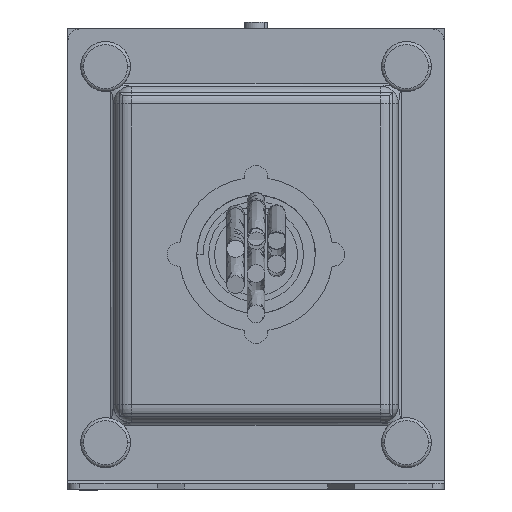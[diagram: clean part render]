
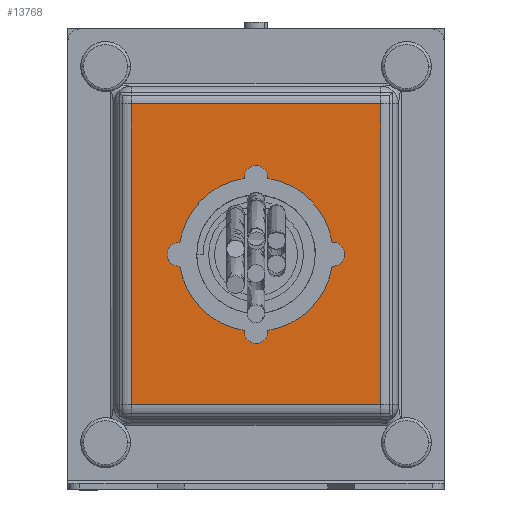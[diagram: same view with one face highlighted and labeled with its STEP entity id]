
A CAD part, top view. The second image highlights one B-rep face of the part: STEP entity #13768.
In plain terms, the highlighted planar face has unit normal (0, 0, 1).
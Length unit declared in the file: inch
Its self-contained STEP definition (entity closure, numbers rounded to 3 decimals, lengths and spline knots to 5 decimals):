
#51 = EDGE_CURVE ( 'NONE', #22060, #4754, #4008, .T. ) ;
#308 = VERTEX_POINT ( 'NONE', #22600 ) ;
#563 = CARTESIAN_POINT ( 'NONE',  ( 0.62206, 1.66666, 4.39902 ) ) ;
#615 = DIRECTION ( 'NONE',  ( 0., -1., 0. ) ) ;
#968 = CARTESIAN_POINT ( 'NONE',  ( 0.55344, 1.52776, 4.39902 ) ) ;
#1053 = VERTEX_POINT ( 'NONE', #8107 ) ;
#1125 = CARTESIAN_POINT ( 'NONE',  ( 0.98885, 1.81582, 4.39898 ) ) ;
#1266 = CARTESIAN_POINT ( 'NONE',  ( 0.96287, 1.81841, 4.399 ) ) ;
#1281 = EDGE_CURVE ( 'NONE', #14568, #308, #15761, .T. ) ;
#1314 = CARTESIAN_POINT ( 'NONE',  ( 1.2809, 1.22644, 4.39902 ) ) ;
#1318 = CARTESIAN_POINT ( 'NONE',  ( 1.76543, 2.54282, 4.39902 ) ) ;
#1439 = CARTESIAN_POINT ( 'NONE',  ( 0.54319, 1.42471, 4.39902 ) ) ;
#1987 = DIRECTION ( 'NONE',  ( -1., 0., 0. ) ) ;
#2436 = ORIENTED_EDGE ( 'NONE', *, *, #3208, .F. ) ;
#2705 = CARTESIAN_POINT ( 'NONE',  ( 0.93689, 1.81841, 4.39902 ) ) ;
#2767 = VERTEX_POINT ( 'NONE', #6048 ) ;
#2966 = CARTESIAN_POINT ( 'NONE',  ( 0.59288, 1.62299, 4.39902 ) ) ;
#3034 = CARTESIAN_POINT ( 'NONE',  ( 0.73862, 1.0807, 4.39902 ) ) ;
#3208 = EDGE_CURVE ( 'NONE', #2767, #14568, #17697, .T. ) ;
#3257 = CARTESIAN_POINT ( 'NONE',  ( 1.31806, 1.52659, 4.399 ) ) ;
#3304 = CARTESIAN_POINT ( 'NONE',  ( 1.25172, 1.18276, 4.39902 ) ) ;
#3411 = CARTESIAN_POINT ( 'NONE',  ( 1.76543, 2.42471, 4.39902 ) ) ;
#3575 = LINE ( 'NONE', #1318, #3918 ) ;
#3750 = CARTESIAN_POINT ( 'NONE',  ( 1.02669, 1.80825, 4.39898 ) ) ;
#3880 = CARTESIAN_POINT ( 'NONE',  ( 1.25704, 1.65421, 4.39903 ) ) ;
#3918 = VECTOR ( 'NONE', #9468, 39.37008 ) ;
#4007 = EDGE_LOOP ( 'NONE', ( #9535, #16961, #22919, #6228 ) ) ;
#4008 = LINE ( 'NONE', #20393, #7757 ) ;
#4754 = VERTEX_POINT ( 'NONE', #24869 ) ;
#4879 = ORIENTED_EDGE ( 'NONE', *, *, #1281, .F. ) ;
#5411 = CARTESIAN_POINT ( 'NONE',  ( 1.22467, 1.69369, 4.39898 ) ) ;
#6048 = CARTESIAN_POINT ( 'NONE',  ( 0.93689, 1.81841, 4.39902 ) ) ;
#6228 = ORIENTED_EDGE ( 'NONE', *, *, #7311, .T. ) ;
#6276 = VECTOR ( 'NONE', #16333, 39.37008 ) ;
#7197 = CARTESIAN_POINT ( 'NONE',  ( 1.13517, 1.0807, 4.39902 ) ) ;
#7311 = EDGE_CURVE ( 'NONE', #4754, #1053, #24692, .T. ) ;
#7409 = CARTESIAN_POINT ( 'NONE',  ( 1.11092, 1.77879, 4.39907 ) ) ;
#7452 = CARTESIAN_POINT ( 'NONE',  ( 0.83384, 1.04126, 4.39902 ) ) ;
#7757 = VECTOR ( 'NONE', #1987, 39.37008 ) ;
#8107 = CARTESIAN_POINT ( 'NONE',  ( 0.10795, 0.42471, 4.39902 ) ) ;
#9200 = ORIENTED_EDGE ( 'NONE', *, *, #12749, .F. ) ;
#9409 = CARTESIAN_POINT ( 'NONE',  ( 1.29059, 1.59956, 4.39906 ) ) ;
#9468 = DIRECTION ( 'NONE',  ( 0., 1., 0. ) ) ;
#9535 = ORIENTED_EDGE ( 'NONE', *, *, #16736, .T. ) ;
#9906 = CARTESIAN_POINT ( 'NONE',  ( 1.13391, 1.76655, 4.39905 ) ) ;
#10426 = CARTESIAN_POINT ( 'NONE',  ( 1.76543, 0.42471, 4.39902 ) ) ;
#10509 = EDGE_CURVE ( 'NONE', #12297, #22060, #3575, .T. ) ;
#10984 = VECTOR ( 'NONE', #615, 39.37008 ) ;
#11726 = CARTESIAN_POINT ( 'NONE',  ( 1.88354, 0.42471, 4.39902 ) ) ;
#11734 = CARTESIAN_POINT ( 'NONE',  ( 1.33059, 1.37318, 4.39902 ) ) ;
#11891 = AXIS2_PLACEMENT_3D ( 'NONE', #14400, #12217, #16433 ) ;
#11927 = CARTESIAN_POINT ( 'NONE',  ( 1.19731, 1.7211, 4.39899 ) ) ;
#12059 = CARTESIAN_POINT ( 'NONE',  ( 1.03912, 1.80512, 4.39899 ) ) ;
#12217 = DIRECTION ( 'NONE',  ( 0., 0., 1. ) ) ;
#12297 = VERTEX_POINT ( 'NONE', #10426 ) ;
#12749 = EDGE_CURVE ( 'NONE', #308, #2767, #13888, .T. ) ;
#13379 = CARTESIAN_POINT ( 'NONE',  ( 0.59288, 1.22644, 4.39902 ) ) ;
#13508 = CARTESIAN_POINT ( 'NONE',  ( 0.98843, 1.03101, 4.39902 ) ) ;
#13768 = ADVANCED_FACE ( 'NONE', ( #24219, #19642 ), #23821, .T. ) ;
#13888 = B_SPLINE_CURVE_WITH_KNOTS ( 'NONE', 3,
 ( #25321, #22297, #24458, #3257, #24589, #9409, #15649, #3880, #17507, #18135, #5411, #11927, #25718, #9906, #7409, #20137, #16134, #12059, #3750, #1125, #1266, #26357 ),
 .UNSPECIFIED., .F., .F.,
 ( 4, 2, 2, 2, 2, 2, 2, 2, 2, 2, 4 ),
 ( 0., 0.125, 0.25, 0.375, 0.4375, 0.5, 0.625, 0.75, 0.8125, 0.875, 1. ),
 .UNSPECIFIED. ) ;
#14400 = CARTESIAN_POINT ( 'NONE',  ( 0.63354, 1.8066, 4.39902 ) ) ;
#14568 = VERTEX_POINT ( 'NONE', #26524 ) ;
#14884 = EDGE_LOOP ( 'NONE', ( #9200, #4879, #2436 ) ) ;
#14949 = CARTESIAN_POINT ( 'NONE',  ( 0.73862, 1.76872, 4.39902 ) ) ;
#15354 = CARTESIAN_POINT ( 'NONE',  ( 0.88535, 1.81841, 4.39902 ) ) ;
#15423 = CARTESIAN_POINT ( 'NONE',  ( 1.17884, 1.10988, 4.39902 ) ) ;
#15649 = CARTESIAN_POINT ( 'NONE',  ( 1.2783, 1.62243, 4.39907 ) ) ;
#15693 = CARTESIAN_POINT ( 'NONE',  ( 1.33059, 1.42471, 4.39902 ) ) ;
#15761 = B_SPLINE_CURVE_WITH_KNOTS ( 'NONE', 3,
 ( #1439, #19411, #21434, #13379, #19688, #26045, #3034, #7452, #19819, #13508, #21713, #7197, #15423, #3304, #1314, #21989, #11734, #15693 ),
 .UNSPECIFIED., .F., .F.,
 ( 4, 2, 2, 2, 2, 2, 2, 2, 4 ),
 ( 0.5, 0.5625, 0.625, 0.6875, 0.75, 0.8125, 0.875, 0.9375, 1. ),
 .UNSPECIFIED. ) ;
#15821 = LINE ( 'NONE', #11726, #6276 ) ;
#16134 = CARTESIAN_POINT ( 'NONE',  ( 1.06345, 1.79773, 4.39903 ) ) ;
#16333 = DIRECTION ( 'NONE',  ( 1., 0., 0. ) ) ;
#16433 = DIRECTION ( 'NONE',  ( 1., 0., 0. ) ) ;
#16736 = EDGE_CURVE ( 'NONE', #1053, #12297, #15821, .T. ) ;
#16903 = CARTESIAN_POINT ( 'NONE',  ( 0.10795, 0.3066, 4.39902 ) ) ;
#16961 = ORIENTED_EDGE ( 'NONE', *, *, #10509, .T. ) ;
#17507 = CARTESIAN_POINT ( 'NONE',  ( 1.2495, 1.66437, 4.399 ) ) ;
#17697 = B_SPLINE_CURVE_WITH_KNOTS ( 'NONE', 3,
 ( #2705, #15354, #21370, #14949, #18967, #563, #2966, #968, #25562, #19219 ),
 .UNSPECIFIED., .F., .F.,
 ( 4, 2, 2, 2, 4 ),
 ( 0.25, 0.3125, 0.375, 0.4375, 0.5 ),
 .UNSPECIFIED. ) ;
#18135 = CARTESIAN_POINT ( 'NONE',  ( 1.2333, 1.68414, 4.39898 ) ) ;
#18967 = CARTESIAN_POINT ( 'NONE',  ( 0.69494, 1.73954, 4.39902 ) ) ;
#19219 = CARTESIAN_POINT ( 'NONE',  ( 0.54319, 1.42471, 4.39902 ) ) ;
#19411 = CARTESIAN_POINT ( 'NONE',  ( 0.54319, 1.37318, 4.39902 ) ) ;
#19642 = FACE_BOUND ( 'NONE', #14884, .T. ) ;
#19688 = CARTESIAN_POINT ( 'NONE',  ( 0.62206, 1.18276, 4.39902 ) ) ;
#19819 = CARTESIAN_POINT ( 'NONE',  ( 0.88536, 1.03101, 4.39902 ) ) ;
#20137 = CARTESIAN_POINT ( 'NONE',  ( 1.07541, 1.79346, 4.39904 ) ) ;
#20393 = CARTESIAN_POINT ( 'NONE',  ( -0.01016, 2.42471, 4.39902 ) ) ;
#21370 = CARTESIAN_POINT ( 'NONE',  ( 0.83384, 1.80817, 4.39902 ) ) ;
#21434 = CARTESIAN_POINT ( 'NONE',  ( 0.55344, 1.32166, 4.39902 ) ) ;
#21713 = CARTESIAN_POINT ( 'NONE',  ( 1.03994, 1.04126, 4.39902 ) ) ;
#21989 = CARTESIAN_POINT ( 'NONE',  ( 1.32034, 1.32166, 4.39902 ) ) ;
#22060 = VERTEX_POINT ( 'NONE', #3411 ) ;
#22297 = CARTESIAN_POINT ( 'NONE',  ( 1.33059, 1.45006, 4.39898 ) ) ;
#22600 = CARTESIAN_POINT ( 'NONE',  ( 1.33059, 1.42471, 4.39902 ) ) ;
#22919 = ORIENTED_EDGE ( 'NONE', *, *, #51, .T. ) ;
#23821 = PLANE ( 'NONE',  #11891 ) ;
#24219 = FACE_OUTER_BOUND ( 'NONE', #4007, .T. ) ;
#24458 = CARTESIAN_POINT ( 'NONE',  ( 1.32812, 1.4758, 4.39898 ) ) ;
#24589 = CARTESIAN_POINT ( 'NONE',  ( 1.31047, 1.55164, 4.39903 ) ) ;
#24692 = LINE ( 'NONE', #16903, #10984 ) ;
#24869 = CARTESIAN_POINT ( 'NONE',  ( 0.10795, 2.42471, 4.39902 ) ) ;
#25321 = CARTESIAN_POINT ( 'NONE',  ( 1.33059, 1.42471, 4.39902 ) ) ;
#25562 = CARTESIAN_POINT ( 'NONE',  ( 0.54319, 1.47625, 4.39902 ) ) ;
#25718 = CARTESIAN_POINT ( 'NONE',  ( 1.17711, 1.73771, 4.39901 ) ) ;
#26045 = CARTESIAN_POINT ( 'NONE',  ( 0.69494, 1.10988, 4.39902 ) ) ;
#26357 = CARTESIAN_POINT ( 'NONE',  ( 0.93689, 1.81841, 4.39902 ) ) ;
#26524 = CARTESIAN_POINT ( 'NONE',  ( 0.54319, 1.42471, 4.39902 ) ) ;
